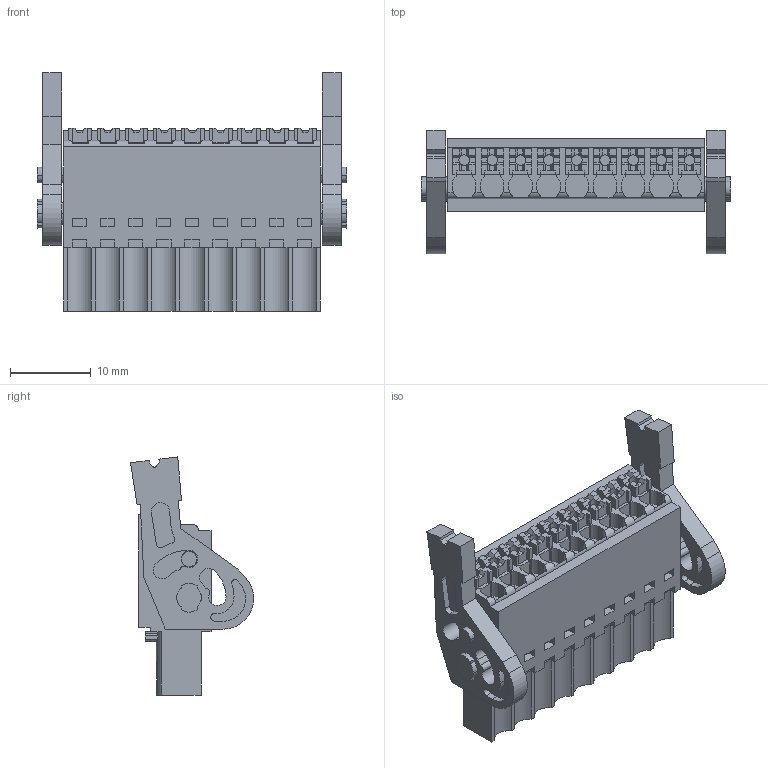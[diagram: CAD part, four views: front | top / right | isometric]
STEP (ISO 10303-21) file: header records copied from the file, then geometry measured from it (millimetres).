
FILE_DESCRIPTION(('CATIA V5 STEP Exchange','CAx-IF Rec.Pracs.--- Model Styling and Organization---1.2---2011-12-15'),'2;1');
FILE_NAME ('D1462602_0', '2017-04-26T07:19:08+00:00', ('none'), ('Weidmueller'), 'CATIA Version 5-6 Release 2014', 'CATIA V5 STEP AP214', 'none');
FILE_SCHEMA(('AUTOMOTIVE_DESIGN { 1 0 10303 214 1 1 1 1 }'));
Length unit declared in the file: millimetre
Products named in the file (1): 2460020000
Bounding box: 38.4 x 15.3 x 29.59 mm (x, y, z)
Volume: 5367.2 mm3; surface area: 5115.2 mm2
Topology: 12 solids, 12 shells, 1006 faces, 2912 edges, 1960 vertices
Faces by surface type: plane 847, cylinder 159
Entity records: 30413 total; most frequent: CARTESIAN_POINT 6034, ORIENTED_EDGE 5824, DIRECTION 3782, EDGE_CURVE 2912, VECTOR 2333, LINE 2333, VERTEX_POINT 1960, EDGE_LOOP 1066
